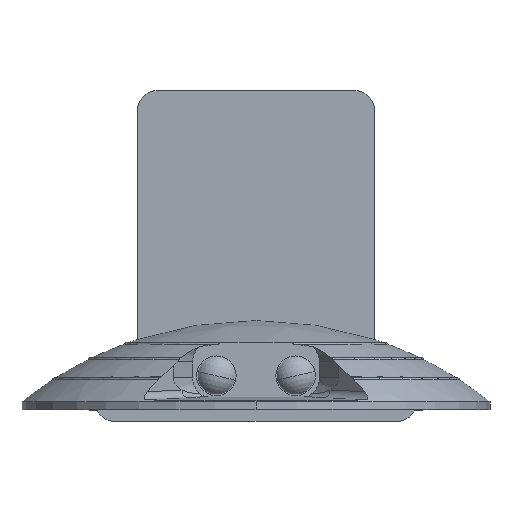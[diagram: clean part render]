
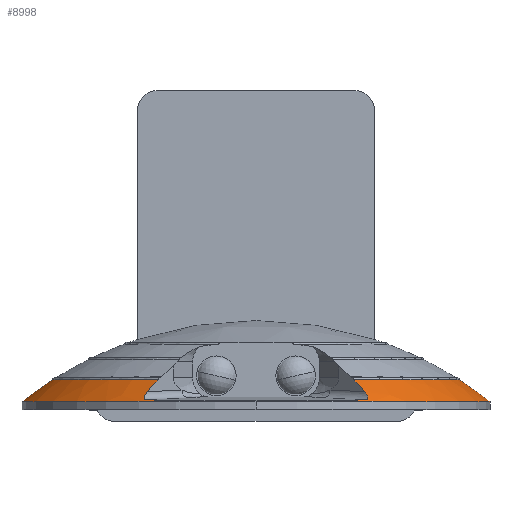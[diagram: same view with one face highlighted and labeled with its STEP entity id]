
A CAD part, top view. The second image highlights one B-rep face of the part: STEP entity #8998.
In plain terms, the highlighted spherical face has radius 95.152 mm.
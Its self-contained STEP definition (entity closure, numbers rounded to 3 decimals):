
#85 = VERTEX_POINT ( 'NONE', #5795 ) ;
#114 = ORIENTED_EDGE ( 'NONE', *, *, #6820, .T. ) ;
#175 = CIRCLE ( 'NONE', #619, 55.944 ) ;
#238 = DIRECTION ( 'NONE',  ( 0., 0., 1. ) ) ;
#323 = DIRECTION ( 'NONE',  ( 0.624, 0., 0.782 ) ) ;
#346 = DIRECTION ( 'NONE',  ( 0., -1., 0. ) ) ;
#423 = DIRECTION ( 'NONE',  ( 0., -0.038, 0.999 ) ) ;
#573 = CIRCLE ( 'NONE', #3835, 95.152 ) ;
#578 = CARTESIAN_POINT ( 'NONE',  ( 28.192, 0.833, 50.61 ) ) ;
#619 = AXIS2_PLACEMENT_3D ( 'NONE', #10433, #5455, #423 ) ;
#629 = CARTESIAN_POINT ( 'NONE',  ( -28.036, 0.59, 51.055 ) ) ;
#640 = DIRECTION ( 'NONE',  ( 0., 0., -1. ) ) ;
#665 = VERTEX_POINT ( 'NONE', #5128 ) ;
#749 = CIRCLE ( 'NONE', #9381, 95.152 ) ;
#784 = ORIENTED_EDGE ( 'NONE', *, *, #6679, .T. ) ;
#1114 = CIRCLE ( 'NONE', #7358, 51.25 ) ;
#1204 = CARTESIAN_POINT ( 'NONE',  ( 59., 0., 0. ) ) ;
#1240 = EDGE_CURVE ( 'NONE', #665, #4413, #1114, .T. ) ;
#1243 = VERTEX_POINT ( 'NONE', #8371 ) ;
#1388 = EDGE_CURVE ( 'NONE', #665, #8301, #573, .T. ) ;
#1424 = CARTESIAN_POINT ( 'NONE',  ( 27.96, 0.521, 51.198 ) ) ;
#1468 = CARTESIAN_POINT ( 'NONE',  ( -28.166, 0.841, 50.611 ) ) ;
#1512 = ORIENTED_EDGE ( 'NONE', *, *, #10202, .T. ) ;
#1630 = CARTESIAN_POINT ( 'NONE',  ( 51.25, 5.519, 0. ) ) ;
#2103 = CARTESIAN_POINT ( 'NONE',  ( -27.455, 0.389, 51.662 ) ) ;
#2142 = ORIENTED_EDGE ( 'NONE', *, *, #7135, .F. ) ;
#2252 = AXIS2_PLACEMENT_3D ( 'NONE', #10640, #5662, #640 ) ;
#2258 = CARTESIAN_POINT ( 'NONE',  ( 27.61, 0.392, 51.575 ) ) ;
#2304 = CARTESIAN_POINT ( 'NONE',  ( -28.176, 1.129, 50.173 ) ) ;
#2336 = VERTEX_POINT ( 'NONE', #3960 ) ;
#2507 = CARTESIAN_POINT ( 'NONE',  ( 0., 0., 0. ) ) ;
#2607 = AXIS2_PLACEMENT_3D ( 'NONE', #6071, #238, #3612 ) ;
#2952 = CARTESIAN_POINT ( 'NONE',  ( -24.603, 5.519, 44.958 ) ) ;
#3158 = CARTESIAN_POINT ( 'NONE',  ( -28.099, 1.434, 49.752 ) ) ;
#3228 = AXIS2_PLACEMENT_3D ( 'NONE', #10328, #5353, #323 ) ;
#3369 = B_SPLINE_CURVE_WITH_KNOTS ( 'NONE', 3,
 ( #10549, #4727, #8902, #3917, #9728, #4769, #10587, #5604, #578, #6419, #1424, #7242, #2258, #8088 ),
 .UNSPECIFIED., .F., .F.,
 ( 4, 2, 2, 2, 2, 2, 4 ),
 ( 0., 0.001, 0.002, 0.002, 0.003, 0.004, 0.004 ),
 .UNSPECIFIED. ) ;
#3375 = DIRECTION ( 'NONE',  ( 0., 0., -1. ) ) ;
#3510 = CARTESIAN_POINT ( 'NONE',  ( 0., -74.652, 0. ) ) ;
#3511 = FACE_OUTER_BOUND ( 'NONE', #10702, .T. ) ;
#3537 = EDGE_CURVE ( 'NONE', #6399, #85, #7247, .T. ) ;
#3612 = DIRECTION ( 'NONE',  ( 1., 0., 0. ) ) ;
#3751 = CARTESIAN_POINT ( 'NONE',  ( 6.887, -74.652, 5.496 ) ) ;
#3835 = AXIS2_PLACEMENT_3D ( 'NONE', #9424, #4450, #10268 ) ;
#3917 = CARTESIAN_POINT ( 'NONE',  ( 27.956, 1.748, 49.351 ) ) ;
#3960 = CARTESIAN_POINT ( 'NONE',  ( -27.443, 2.463, 48.518 ) ) ;
#3988 = CARTESIAN_POINT ( 'NONE',  ( -27.958, 1.744, 49.355 ) ) ;
#4229 = CARTESIAN_POINT ( 'NONE',  ( 0., 5.519, 0. ) ) ;
#4338 = ORIENTED_EDGE ( 'NONE', *, *, #3537, .F. ) ;
#4343 = DIRECTION ( 'NONE',  ( -1., 0., 0. ) ) ;
#4413 = VERTEX_POINT ( 'NONE', #2952 ) ;
#4450 = DIRECTION ( 'NONE',  ( 0., 0., 1. ) ) ;
#4593 = DIRECTION ( 'NONE',  ( 0.624, 0., -0.782 ) ) ;
#4704 = VERTEX_POINT ( 'NONE', #1630 ) ;
#4727 = CARTESIAN_POINT ( 'NONE',  ( 27.621, 2.26, 48.741 ) ) ;
#4769 = CARTESIAN_POINT ( 'NONE',  ( 28.097, 1.44, 49.745 ) ) ;
#4812 = CARTESIAN_POINT ( 'NONE',  ( -27.737, 0.425, 51.459 ) ) ;
#4851 = CARTESIAN_POINT ( 'NONE',  ( -27.621, 2.26, 48.741 ) ) ;
#5079 = DIRECTION ( 'NONE',  ( 0., 0., -1. ) ) ;
#5128 = CARTESIAN_POINT ( 'NONE',  ( -51.25, 5.519, 0. ) ) ;
#5273 = AXIS2_PLACEMENT_3D ( 'NONE', #5375, #346, #6188 ) ;
#5331 = CARTESIAN_POINT ( 'NONE',  ( 24.603, 5.519, 44.958 ) ) ;
#5353 = DIRECTION ( 'NONE',  ( 0.782, 0., -0.624 ) ) ;
#5375 = CARTESIAN_POINT ( 'NONE',  ( 0., 0., 0. ) ) ;
#5455 = DIRECTION ( 'NONE',  ( 0., 0.999, 0.038 ) ) ;
#5604 = CARTESIAN_POINT ( 'NONE',  ( 28.197, 1.031, 50.31 ) ) ;
#5638 = VERTEX_POINT ( 'NONE', #5831 ) ;
#5648 = CARTESIAN_POINT ( 'NONE',  ( -27.958, 0.52, 51.201 ) ) ;
#5662 = DIRECTION ( 'NONE',  ( 0., 1., 0. ) ) ;
#5795 = CARTESIAN_POINT ( 'NONE',  ( 0., 0., 59. ) ) ;
#5828 = AXIS2_PLACEMENT_3D ( 'NONE', #3751, #9565, #4593 ) ;
#5831 = CARTESIAN_POINT ( 'NONE',  ( 27.443, 2.463, 48.518 ) ) ;
#5835 = VERTEX_POINT ( 'NONE', #5331 ) ;
#6071 = CARTESIAN_POINT ( 'NONE',  ( 0., -74.652, 0. ) ) ;
#6188 = DIRECTION ( 'NONE',  ( 0., 0., -1. ) ) ;
#6399 = VERTEX_POINT ( 'NONE', #1204 ) ;
#6419 = CARTESIAN_POINT ( 'NONE',  ( 28.037, 0.591, 51.053 ) ) ;
#6424 = EDGE_CURVE ( 'NONE', #10719, #1243, #175, .T. ) ;
#6457 = CARTESIAN_POINT ( 'NONE',  ( -28.139, 0.75, 50.761 ) ) ;
#6540 = CIRCLE ( 'NONE', #2252, 51.25 ) ;
#6679 = EDGE_CURVE ( 'NONE', #5835, #5638, #8641, .T. ) ;
#6820 = EDGE_CURVE ( 'NONE', #5638, #1243, #3369, .T. ) ;
#7032 = ORIENTED_EDGE ( 'NONE', *, *, #1388, .T. ) ;
#7135 = EDGE_CURVE ( 'NONE', #85, #8301, #10728, .T. ) ;
#7242 = CARTESIAN_POINT ( 'NONE',  ( 27.744, 0.42, 51.463 ) ) ;
#7247 = CIRCLE ( 'NONE', #10228, 59. ) ;
#7275 = ORIENTED_EDGE ( 'NONE', *, *, #6424, .F. ) ;
#7279 = CARTESIAN_POINT ( 'NONE',  ( -28.184, 1.03, 50.316 ) ) ;
#7358 = AXIS2_PLACEMENT_3D ( 'NONE', #4229, #10043, #5079 ) ;
#8088 = CARTESIAN_POINT ( 'NONE',  ( 27.455, 0.389, 51.662 ) ) ;
#8124 = CARTESIAN_POINT ( 'NONE',  ( -28.133, 1.331, 49.891 ) ) ;
#8159 = ORIENTED_EDGE ( 'NONE', *, *, #8572, .T. ) ;
#8166 = SPHERICAL_SURFACE ( 'NONE', #2607, 95.152 ) ;
#8301 = VERTEX_POINT ( 'NONE', #8919 ) ;
#8349 = DIRECTION ( 'NONE',  ( 0., -1., 0. ) ) ;
#8371 = CARTESIAN_POINT ( 'NONE',  ( 27.455, 0.389, 51.662 ) ) ;
#8425 = EDGE_CURVE ( 'NONE', #4704, #6399, #749, .T. ) ;
#8572 = EDGE_CURVE ( 'NONE', #2336, #4413, #8584, .T. ) ;
#8584 = CIRCLE ( 'NONE', #5828, 94.744 ) ;
#8641 = CIRCLE ( 'NONE', #3228, 94.744 ) ;
#8795 = ORIENTED_EDGE ( 'NONE', *, *, #1240, .F. ) ;
#8816 = B_SPLINE_CURVE_WITH_KNOTS ( 'NONE', 3,
 ( #8944, #9699, #9775, #4812, #10625, #5648, #629, #6457, #1468, #7279, #2304, #8124, #3158, #8979, #3988, #9809, #4851, #10663 ),
 .UNSPECIFIED., .F., .F.,
 ( 4, 2, 2, 2, 2, 2, 2, 2, 4 ),
 ( 0., 0., 0.001, 0.001, 0.002, 0.002, 0.003, 0.003, 0.004 ),
 .UNSPECIFIED. ) ;
#8902 = CARTESIAN_POINT ( 'NONE',  ( 27.774, 2.055, 48.977 ) ) ;
#8919 = CARTESIAN_POINT ( 'NONE',  ( -59., 0., 0. ) ) ;
#8944 = CARTESIAN_POINT ( 'NONE',  ( -27.455, 0.389, 51.662 ) ) ;
#8979 = CARTESIAN_POINT ( 'NONE',  ( -28.011, 1.641, 49.485 ) ) ;
#8998 = ADVANCED_FACE ( 'NONE', ( #3511 ), #8166, .T. ) ;
#9313 = DIRECTION ( 'NONE',  ( 0., 0., -1. ) ) ;
#9340 = ORIENTED_EDGE ( 'NONE', *, *, #8425, .F. ) ;
#9381 = AXIS2_PLACEMENT_3D ( 'NONE', #3510, #9313, #4343 ) ;
#9424 = CARTESIAN_POINT ( 'NONE',  ( 0., -74.652, 0. ) ) ;
#9565 = DIRECTION ( 'NONE',  ( -0.782, 0., -0.624 ) ) ;
#9671 = EDGE_CURVE ( 'NONE', #5835, #4704, #6540, .T. ) ;
#9699 = CARTESIAN_POINT ( 'NONE',  ( -27.532, 0.391, 51.619 ) ) ;
#9728 = CARTESIAN_POINT ( 'NONE',  ( 28.009, 1.645, 49.479 ) ) ;
#9775 = CARTESIAN_POINT ( 'NONE',  ( -27.604, 0.398, 51.569 ) ) ;
#9809 = CARTESIAN_POINT ( 'NONE',  ( -27.775, 2.053, 48.979 ) ) ;
#10043 = DIRECTION ( 'NONE',  ( 0., 1., 0. ) ) ;
#10075 = ORIENTED_EDGE ( 'NONE', *, *, #9671, .F. ) ;
#10202 = EDGE_CURVE ( 'NONE', #10719, #2336, #8816, .T. ) ;
#10228 = AXIS2_PLACEMENT_3D ( 'NONE', #2507, #8349, #3375 ) ;
#10268 = DIRECTION ( 'NONE',  ( 1., 0., 0. ) ) ;
#10328 = CARTESIAN_POINT ( 'NONE',  ( -6.887, -74.652, 5.496 ) ) ;
#10433 = CARTESIAN_POINT ( 'NONE',  ( 0., 2.26, 2.955 ) ) ;
#10549 = CARTESIAN_POINT ( 'NONE',  ( 27.443, 2.463, 48.518 ) ) ;
#10587 = CARTESIAN_POINT ( 'NONE',  ( 28.132, 1.336, 49.883 ) ) ;
#10625 = CARTESIAN_POINT ( 'NONE',  ( -27.798, 0.445, 51.397 ) ) ;
#10640 = CARTESIAN_POINT ( 'NONE',  ( 0., 5.519, 0. ) ) ;
#10663 = CARTESIAN_POINT ( 'NONE',  ( -27.443, 2.463, 48.518 ) ) ;
#10702 = EDGE_LOOP ( 'NONE', ( #8795, #7032, #2142, #4338, #9340, #10075, #784, #114, #7275, #1512, #8159 ) ) ;
#10719 = VERTEX_POINT ( 'NONE', #2103 ) ;
#10728 = CIRCLE ( 'NONE', #5273, 59. ) ;
